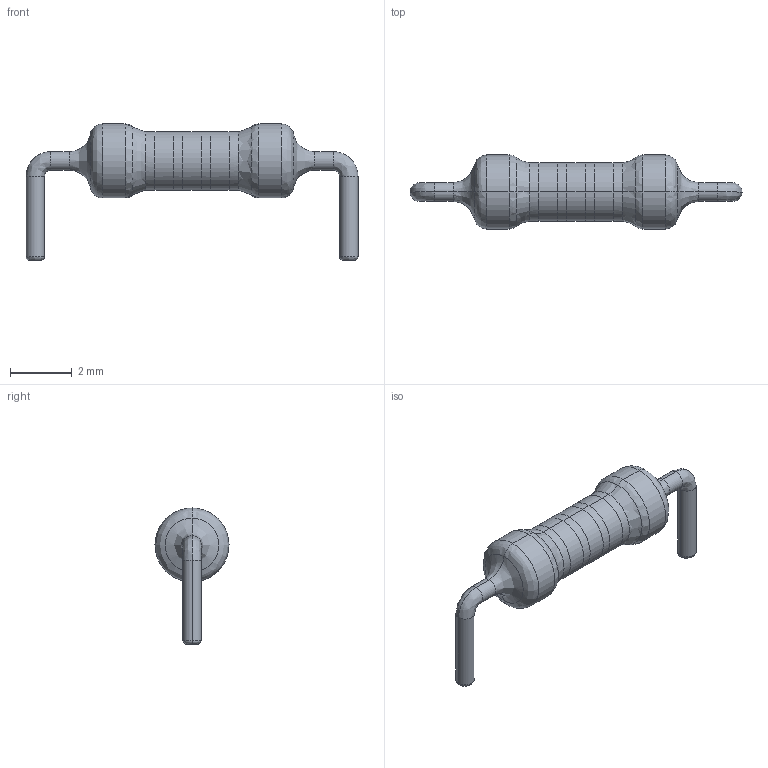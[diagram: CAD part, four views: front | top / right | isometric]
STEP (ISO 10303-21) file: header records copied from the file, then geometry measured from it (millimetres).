
FILE_DESCRIPTION (( 'STEP AP214' ), '1' );
FILE_NAME ('757BF4D8-ECB1-4CBA-BEB7-AAE017274EE3.STEP', '2024-05-04T19:10:18', ( '' ), ( '' ), 'SwSTEP 2.0', 'SolidWorks 2022', '' );
FILE_SCHEMA (( 'AUTOMOTIVE_DESIGN' ));
Length unit declared in the file: millimetre
Products named in the file (1): 757BF4D8-ECB1-4CBA-BEB7-AAE017274EE3
Bounding box: 10.76 x 2.4 x 4.41 mm (x, y, z)
Volume: 26.3 mm3; surface area: 68.3 mm2
Topology: 1 solids, 1 shells, 58 faces, 108 edges, 52 vertices
Faces by surface type: cylinder 26, bspline 24, plane 8
Entity records: 2382 total; most frequent: CARTESIAN_POINT 645, DIRECTION 240, ORIENTED_EDGE 216, EDGE_CURVE 108, AXIS2_PLACEMENT_3D 107, CIRCLE 72, UNCERTAINTY_MEASURE_WITH_UNIT 61, SURFACE_STYLE_FILL_AREA 60
